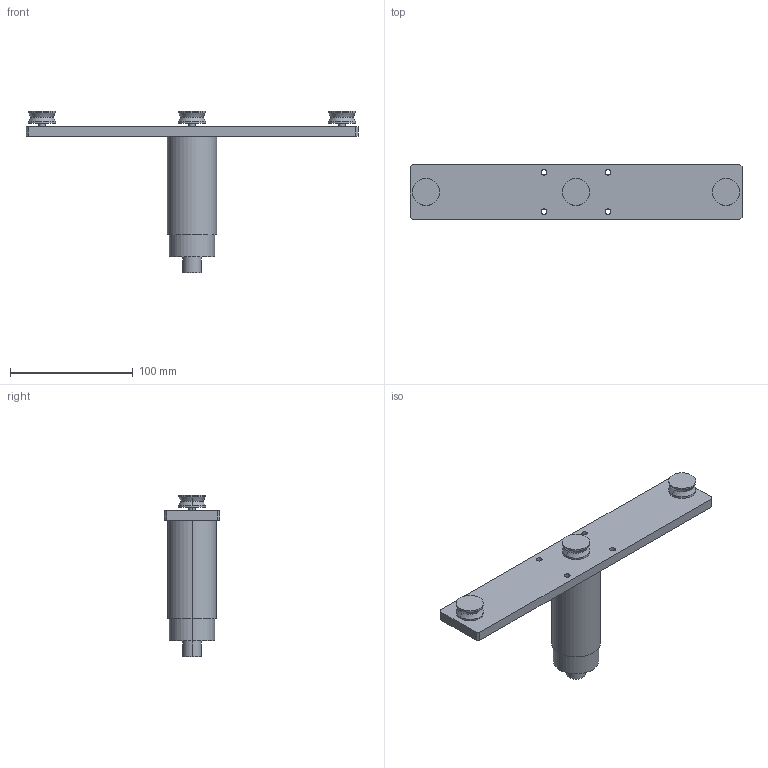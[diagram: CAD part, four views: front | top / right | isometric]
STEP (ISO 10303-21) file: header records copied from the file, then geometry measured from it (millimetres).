
FILE_DESCRIPTION (( 'STEP AP203' ), '1' );
FILE_NAME ('TR-50kg.STEP', '2020-10-10T03:23:05', ( '' ), ( '' ), 'SwSTEP 2.0', 'SolidWorks 2016', '' );
FILE_SCHEMA (( 'CONFIG_CONTROL_DESIGN' ));
Length unit declared in the file: millimetre
Products named in the file (3): 翋极-TR-50kg; TR-50kg; 賑謫-TR-50kg
Assembly tree (4 placements, depth 2):
  TR-50kg
    翋极-TR-50kg
    賑謫-TR-50kg  x3
Bounding box: 270 x 45 x 131.5 mm (x, y, z)
Volume: 228597.6 mm3; surface area: 47231.6 mm2
Topology: 4 solids, 4 shells, 74 faces, 160 edges, 99 vertices
Faces by surface type: cylinder 38, plane 22, cone 14
Entity records: 1765 total; most frequent: DIRECTION 274, CARTESIAN_POINT 236, ORIENTED_EDGE 220, EDGE_CURVE 110, AXIS2_PLACEMENT_3D 109, VERTEX_POINT 71, EDGE_LOOP 65, LINE 56
